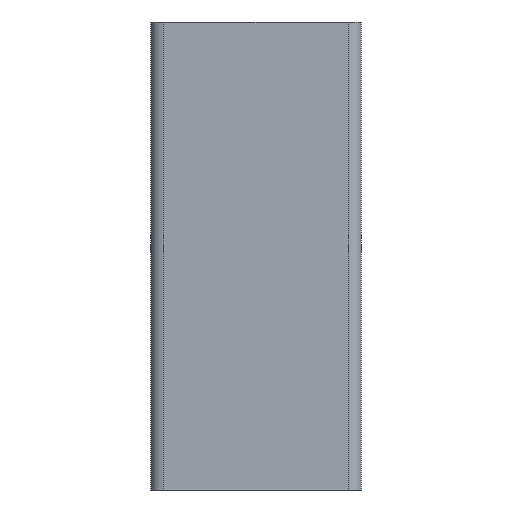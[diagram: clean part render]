
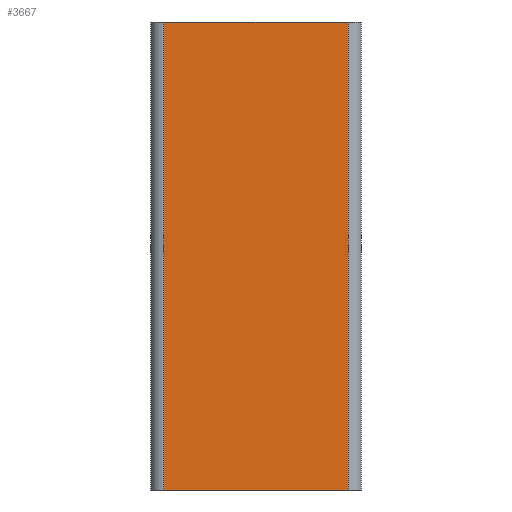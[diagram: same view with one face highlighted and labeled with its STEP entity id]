
A CAD part, left-side view. The second image highlights one B-rep face of the part: STEP entity #3667.
In plain terms, the highlighted planar face has unit normal (-1, 0, 0).
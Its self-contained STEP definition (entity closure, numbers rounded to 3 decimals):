
#80=PLANE('',#3978);
#229=FACE_OUTER_BOUND('',#424,.T.);
#424=EDGE_LOOP('',(#2933,#2934,#2935,#2936));
#715=LINE('',#5752,#1107);
#771=LINE('',#5932,#1163);
#772=LINE('',#5933,#1164);
#773=LINE('',#5934,#1165);
#1107=VECTOR('',#4655,39.4);
#1163=VECTOR('',#4783,39.4);
#1164=VECTOR('',#4784,100.);
#1165=VECTOR('',#4785,100.);
#1661=VERTEX_POINT('',#5749);
#1662=VERTEX_POINT('',#5751);
#1749=VERTEX_POINT('',#5930);
#1750=VERTEX_POINT('',#5931);
#2115=EDGE_CURVE('',#1661,#1662,#715,.T.);
#2206=EDGE_CURVE('',#1749,#1750,#771,.T.);
#2207=EDGE_CURVE('',#1662,#1750,#772,.T.);
#2208=EDGE_CURVE('',#1661,#1749,#773,.T.);
#2933=ORIENTED_EDGE('',*,*,#2206,.T.);
#2934=ORIENTED_EDGE('',*,*,#2207,.F.);
#2935=ORIENTED_EDGE('',*,*,#2115,.F.);
#2936=ORIENTED_EDGE('',*,*,#2208,.T.);
#3667=ADVANCED_FACE('',(#229),#80,.T.);
#3978=AXIS2_PLACEMENT_3D('',#5929,#4781,#4782);
#4655=DIRECTION('',(0.,1.,0.));
#4781=DIRECTION('center_axis',(-1.,0.,0.));
#4782=DIRECTION('ref_axis',(0.,0.,1.));
#4783=DIRECTION('',(0.,1.,0.));
#4784=DIRECTION('',(0.,0.,1.));
#4785=DIRECTION('',(0.,0.,1.));
#5749=CARTESIAN_POINT('',(-22.5,-19.7,0.));
#5751=CARTESIAN_POINT('',(-22.5,19.7,0.));
#5752=CARTESIAN_POINT('',(-22.5,3.,0.));
#5929=CARTESIAN_POINT('Origin',(-22.5,6.,0.));
#5930=CARTESIAN_POINT('',(-22.5,-19.7,100.));
#5931=CARTESIAN_POINT('',(-22.5,19.7,100.));
#5932=CARTESIAN_POINT('',(-22.5,3.,100.));
#5933=CARTESIAN_POINT('',(-22.5,19.7,0.));
#5934=CARTESIAN_POINT('',(-22.5,-19.7,0.));
